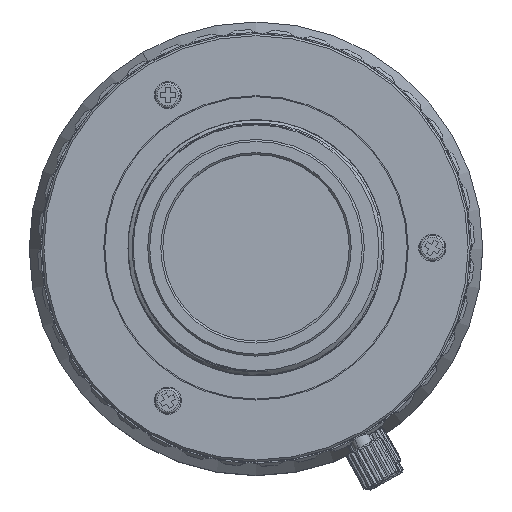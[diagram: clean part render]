
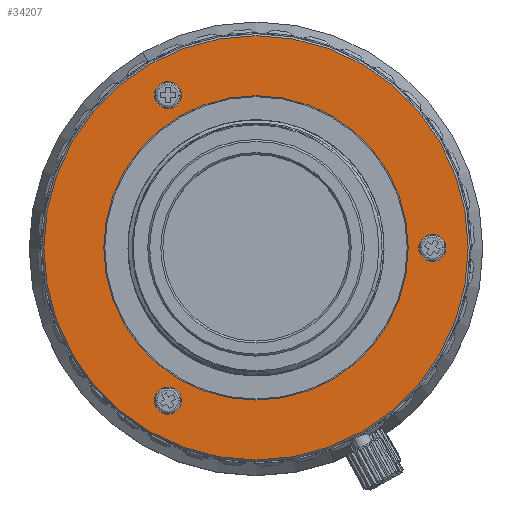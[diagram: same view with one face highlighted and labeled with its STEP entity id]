
A CAD part, top view. The second image highlights one B-rep face of the part: STEP entity #34207.
In plain terms, the highlighted planar face has unit normal (0, 0, 1).
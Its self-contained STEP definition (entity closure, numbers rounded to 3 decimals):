
#176 = ORIENTED_EDGE ( 'NONE', *, *, #52854, .T. ) ;
#447 = CIRCLE ( 'NONE', #22638, 1.35 ) ;
#1630 = VERTEX_POINT ( 'NONE', #38451 ) ;
#4056 = CARTESIAN_POINT ( 'NONE',  ( 17.5, 0., -0.15 ) ) ;
#4837 = EDGE_LOOP ( 'NONE', ( #17314, #27423 ) ) ;
#4966 = FACE_BOUND ( 'NONE', #36849, .T. ) ;
#5061 = ORIENTED_EDGE ( 'NONE', *, *, #55602, .T. ) ;
#7057 = CIRCLE ( 'NONE', #43975, 15.1 ) ;
#8295 = CARTESIAN_POINT ( 'NONE',  ( -8.75, 15.155, -0.15 ) ) ;
#10419 = DIRECTION ( 'NONE',  ( 0., 0., -1. ) ) ;
#11434 = VERTEX_POINT ( 'NONE', #22281 ) ;
#12794 = DIRECTION ( 'NONE',  ( -0.866, 0.5, 0. ) ) ;
#13825 = CARTESIAN_POINT ( 'NONE',  ( -10.525, -18.23, -0.15 ) ) ;
#14244 = CARTESIAN_POINT ( 'NONE',  ( 16.825, -1.169, -0.15 ) ) ;
#14671 = AXIS2_PLACEMENT_3D ( 'NONE', #8295, #48930, #63830 ) ;
#15588 = CARTESIAN_POINT ( 'NONE',  ( -9.425, -16.325, -0.15 ) ) ;
#15712 = DIRECTION ( 'NONE',  ( 0., 0., -1. ) ) ;
#15853 = FACE_BOUND ( 'NONE', #28655, .T. ) ;
#15976 = VERTEX_POINT ( 'NONE', #28904 ) ;
#16544 = EDGE_LOOP ( 'NONE', ( #176, #38230 ) ) ;
#17314 = ORIENTED_EDGE ( 'NONE', *, *, #19184, .T. ) ;
#17865 = CARTESIAN_POINT ( 'NONE',  ( 0., 0., -0.15 ) ) ;
#18226 = DIRECTION ( 'NONE',  ( 0., 0., -1. ) ) ;
#18881 = CARTESIAN_POINT ( 'NONE',  ( -8.75, 15.155, -0.15 ) ) ;
#19184 = EDGE_CURVE ( 'NONE', #21059, #27180, #47256, .T. ) ;
#19254 = AXIS2_PLACEMENT_3D ( 'NONE', #38193, #34214, #12794 ) ;
#19836 = CIRCLE ( 'NONE', #34572, 1.35 ) ;
#19850 = DIRECTION ( 'NONE',  ( 0., 0., 1. ) ) ;
#20827 = FACE_BOUND ( 'NONE', #51802, .T. ) ;
#21059 = VERTEX_POINT ( 'NONE', #64948 ) ;
#22281 = CARTESIAN_POINT ( 'NONE',  ( -9.425, 13.986, -0.15 ) ) ;
#22451 = DIRECTION ( 'NONE',  ( 0., 0., -1. ) ) ;
#22638 = AXIS2_PLACEMENT_3D ( 'NONE', #32492, #31194, #26240 ) ;
#23306 = CARTESIAN_POINT ( 'NONE',  ( -8.075, -13.986, -0.15 ) ) ;
#24824 = EDGE_CURVE ( 'NONE', #33552, #52978, #43971, .T. ) ;
#25629 = VERTEX_POINT ( 'NONE', #15588 ) ;
#25922 = CARTESIAN_POINT ( 'NONE',  ( 0., 0., -0.15 ) ) ;
#26240 = DIRECTION ( 'NONE',  ( -0.5, -0.866, 0. ) ) ;
#26500 = CARTESIAN_POINT ( 'NONE',  ( -8.75, -15.155, -0.15 ) ) ;
#27180 = VERTEX_POINT ( 'NONE', #13825 ) ;
#27423 = ORIENTED_EDGE ( 'NONE', *, *, #58595, .T. ) ;
#28491 = ORIENTED_EDGE ( 'NONE', *, *, #47878, .T. ) ;
#28655 = EDGE_LOOP ( 'NONE', ( #5061, #28491 ) ) ;
#28904 = CARTESIAN_POINT ( 'NONE',  ( -7.55, -13.077, -0.15 ) ) ;
#29061 = DIRECTION ( 'NONE',  ( -0.866, 0.5, 0. ) ) ;
#29179 = EDGE_CURVE ( 'NONE', #15976, #42132, #7057, .T. ) ;
#30732 = CARTESIAN_POINT ( 'NONE',  ( 0., 0., -0.15 ) ) ;
#30811 = AXIS2_PLACEMENT_3D ( 'NONE', #26500, #22451, #42571 ) ;
#30912 = DIRECTION ( 'NONE',  ( -0.5, -0.866, 0. ) ) ;
#31049 = DIRECTION ( 'NONE',  ( 1., 0., 0. ) ) ;
#31194 = DIRECTION ( 'NONE',  ( 0., 0., -1. ) ) ;
#32492 = CARTESIAN_POINT ( 'NONE',  ( -8.75, -15.155, -0.15 ) ) ;
#33552 = VERTEX_POINT ( 'NONE', #62849 ) ;
#33651 = EDGE_CURVE ( 'NONE', #11434, #1630, #65376, .T. ) ;
#34107 = DIRECTION ( 'NONE',  ( 0., 0., -1. ) ) ;
#34207 = ADVANCED_FACE ( 'NONE', ( #20827, #4966, #40964, #15853, #35996 ), #56190, .T. ) ;
#34214 = DIRECTION ( 'NONE',  ( 0., 0., 1. ) ) ;
#34464 = EDGE_CURVE ( 'NONE', #42132, #15976, #36404, .T. ) ;
#34572 = AXIS2_PLACEMENT_3D ( 'NONE', #18881, #18226, #43008 ) ;
#35022 = CARTESIAN_POINT ( 'NONE',  ( 0., 0., -0.15 ) ) ;
#35638 = ORIENTED_EDGE ( 'NONE', *, *, #29179, .T. ) ;
#35996 = FACE_OUTER_BOUND ( 'NONE', #4837, .T. ) ;
#36080 = CIRCLE ( 'NONE', #30811, 1.35 ) ;
#36404 = CIRCLE ( 'NONE', #60750, 15.1 ) ;
#36849 = EDGE_LOOP ( 'NONE', ( #64284, #36926 ) ) ;
#36926 = ORIENTED_EDGE ( 'NONE', *, *, #37670, .T. ) ;
#37670 = EDGE_CURVE ( 'NONE', #1630, #11434, #19836, .T. ) ;
#37996 = DIRECTION ( 'NONE',  ( 0., 0., 1. ) ) ;
#38193 = CARTESIAN_POINT ( 'NONE',  ( 0., 0., -0.15 ) ) ;
#38230 = ORIENTED_EDGE ( 'NONE', *, *, #24824, .T. ) ;
#38451 = CARTESIAN_POINT ( 'NONE',  ( -8.075, 16.325, -0.15 ) ) ;
#40964 = FACE_BOUND ( 'NONE', #16544, .T. ) ;
#41134 = CIRCLE ( 'NONE', #54886, 1.35 ) ;
#41149 = ORIENTED_EDGE ( 'NONE', *, *, #34464, .T. ) ;
#41435 = DIRECTION ( 'NONE',  ( -0.5, -0.866, 0. ) ) ;
#41457 = CARTESIAN_POINT ( 'NONE',  ( 17.5, 0., -0.15 ) ) ;
#41589 = DIRECTION ( 'NONE',  ( 0., 0., -1. ) ) ;
#42132 = VERTEX_POINT ( 'NONE', #60282 ) ;
#42571 = DIRECTION ( 'NONE',  ( -0.5, -0.866, 0. ) ) ;
#43008 = DIRECTION ( 'NONE',  ( -0.5, -0.866, 0. ) ) ;
#43750 = VERTEX_POINT ( 'NONE', #23306 ) ;
#43971 = CIRCLE ( 'NONE', #55596, 1.35 ) ;
#43975 = AXIS2_PLACEMENT_3D ( 'NONE', #30732, #41589, #60834 ) ;
#47256 = CIRCLE ( 'NONE', #65192, 21.05 ) ;
#47878 = EDGE_CURVE ( 'NONE', #43750, #25629, #447, .T. ) ;
#48930 = DIRECTION ( 'NONE',  ( 0., 0., -1. ) ) ;
#51802 = EDGE_LOOP ( 'NONE', ( #35638, #41149 ) ) ;
#51955 = CIRCLE ( 'NONE', #19254, 21.05 ) ;
#52854 = EDGE_CURVE ( 'NONE', #52978, #33552, #41134, .T. ) ;
#52978 = VERTEX_POINT ( 'NONE', #14244 ) ;
#54842 = AXIS2_PLACEMENT_3D ( 'NONE', #35022, #19850, #31049 ) ;
#54886 = AXIS2_PLACEMENT_3D ( 'NONE', #41457, #15712, #30912 ) ;
#55596 = AXIS2_PLACEMENT_3D ( 'NONE', #4056, #34107, #59579 ) ;
#55602 = EDGE_CURVE ( 'NONE', #25629, #43750, #36080, .T. ) ;
#56190 = PLANE ( 'NONE',  #54842 ) ;
#58595 = EDGE_CURVE ( 'NONE', #27180, #21059, #51955, .T. ) ;
#59579 = DIRECTION ( 'NONE',  ( -0.5, -0.866, 0. ) ) ;
#60282 = CARTESIAN_POINT ( 'NONE',  ( 7.55, 13.077, -0.15 ) ) ;
#60750 = AXIS2_PLACEMENT_3D ( 'NONE', #25922, #10419, #41435 ) ;
#60834 = DIRECTION ( 'NONE',  ( -0.5, -0.866, 0. ) ) ;
#62849 = CARTESIAN_POINT ( 'NONE',  ( 18.175, 1.169, -0.15 ) ) ;
#63830 = DIRECTION ( 'NONE',  ( -0.5, -0.866, 0. ) ) ;
#64284 = ORIENTED_EDGE ( 'NONE', *, *, #33651, .T. ) ;
#64948 = CARTESIAN_POINT ( 'NONE',  ( 10.525, 18.23, -0.15 ) ) ;
#65192 = AXIS2_PLACEMENT_3D ( 'NONE', #17865, #37996, #29061 ) ;
#65376 = CIRCLE ( 'NONE', #14671, 1.35 ) ;
